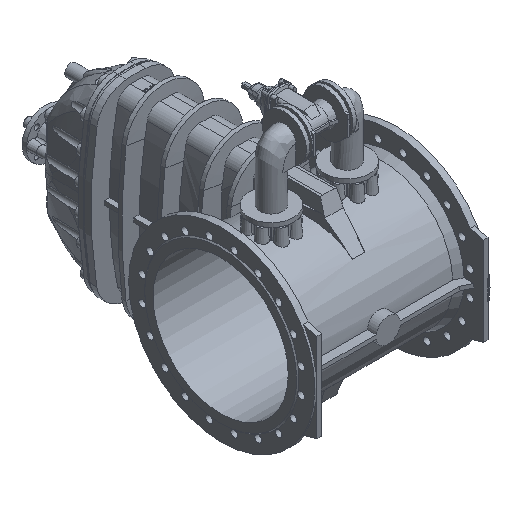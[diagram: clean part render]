
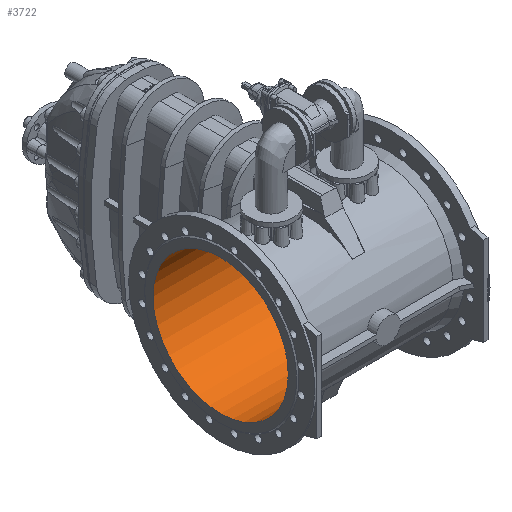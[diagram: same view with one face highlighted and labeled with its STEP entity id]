
A CAD part, isometric view. The second image highlights one B-rep face of the part: STEP entity #3722.
In plain terms, the highlighted cylindrical face has radius 305 mm (diameter 610 mm), a full revolution.
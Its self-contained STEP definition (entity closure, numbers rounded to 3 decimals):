
#118 = ORIENTED_EDGE ( 'NONE', *, *, #26222, .T. ) ;
#119 = ORIENTED_EDGE ( 'NONE', *, *, #31571, .F. ) ;
#3722 = ADVANCED_FACE ( 'NONE', ( #39601, #39606 ), #39608, .F. ) ;
#8728 = DIRECTION ( 'NONE',  ( 0., 0., 1. ) ) ;
#8729 = CARTESIAN_POINT ( 'NONE',  ( 400., 0., 0. ) ) ;
#8730 = DIRECTION ( 'NONE',  ( -1., 0., 0. ) ) ;
#24379 = AXIS2_PLACEMENT_3D ( 'NONE', #30475, #30476, #30477 ) ;
#26222 = EDGE_CURVE ( 'NONE', #29493, #29493, #28088, .T. ) ;
#28088 = CIRCLE ( 'NONE', #24379, 305. ) ;
#28837 = AXIS2_PLACEMENT_3D ( 'NONE', #8729, #8730, #8728 ) ;
#29342 = CIRCLE ( 'NONE', #34308, 305. ) ;
#29493 = VERTEX_POINT ( 'NONE', #39051 ) ;
#30475 = CARTESIAN_POINT ( 'NONE',  ( -400., 0., 0. ) ) ;
#30476 = DIRECTION ( 'NONE',  ( -1., 0., 0. ) ) ;
#30477 = DIRECTION ( 'NONE',  ( 0., 0., 1. ) ) ;
#31571 = EDGE_CURVE ( 'NONE', #39163, #39163, #29342, .T. ) ;
#33858 = EDGE_LOOP ( 'NONE', ( #119 ) ) ;
#33861 = EDGE_LOOP ( 'NONE', ( #118 ) ) ;
#34308 = AXIS2_PLACEMENT_3D ( 'NONE', #37020, #37022, #37024 ) ;
#37020 = CARTESIAN_POINT ( 'NONE',  ( 400., 0., 0. ) ) ;
#37022 = DIRECTION ( 'NONE',  ( -1., 0., 0. ) ) ;
#37024 = DIRECTION ( 'NONE',  ( 0., 0., 1. ) ) ;
#39051 = CARTESIAN_POINT ( 'NONE',  ( -400., 0., 305. ) ) ;
#39101 = CARTESIAN_POINT ( 'NONE',  ( 400., 0., 305. ) ) ;
#39163 = VERTEX_POINT ( 'NONE', #39101 ) ;
#39601 = FACE_OUTER_BOUND ( 'NONE', #33861, .T. ) ;
#39606 = FACE_OUTER_BOUND ( 'NONE', #33858, .T. ) ;
#39608 = CYLINDRICAL_SURFACE ( 'NONE', #28837, 305. ) ;
